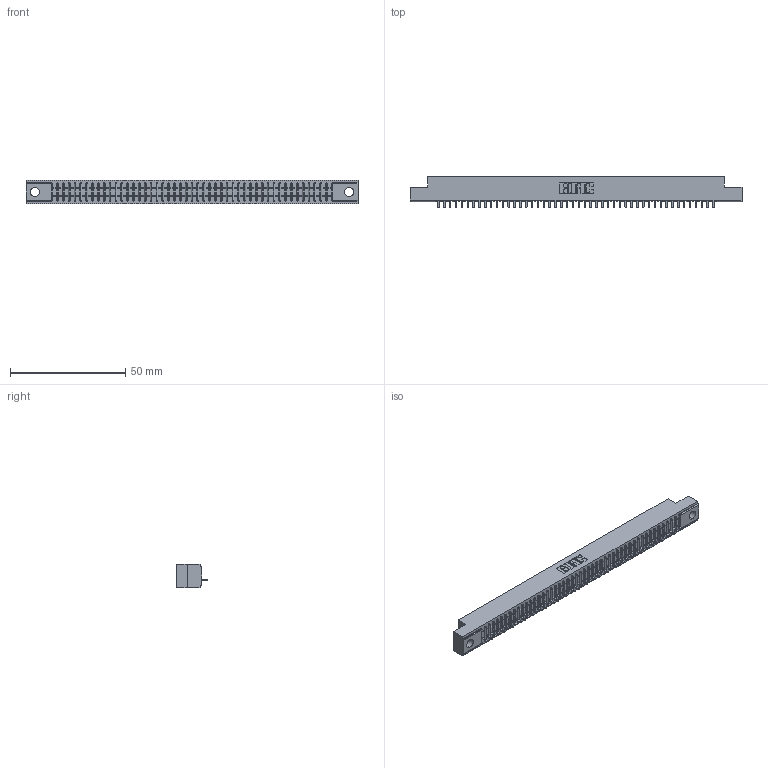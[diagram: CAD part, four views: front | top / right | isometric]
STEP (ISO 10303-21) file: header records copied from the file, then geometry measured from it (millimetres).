
FILE_DESCRIPTION (( 'STEP AP203' ), '1' );
FILE_NAME ('391-048-524-104.STEP', '2018-08-09T04:19:12', ( '' ), ( '' ), 'SwSTEP 2.0', 'SolidWorks 2016', '' );
FILE_SCHEMA (( 'CONFIG_CONTROL_DESIGN' ));
Length unit declared in the file: inch
Products named in the file (3): 391-048-524-104; 341 Part_.156 (3.96) Dia Mounting Holes; 341-292-001_341-292-124
Assembly tree (49 placements, depth 2):
  391-048-524-104
    341 Part_.156 (3.96) Dia Mounting Holes
    341-292-001_341-292-124  x48
Bounding box: 144.15 x 13.64 x 10.16 mm (x, y, z)
Volume: 10195.7 mm3; surface area: 15691.8 mm2
Topology: 49 solids, 49 shells, 4066 faces, 11728 edges, 7526 vertices
Faces by surface type: plane 2530, cylinder 1344, sphere 98, torus 94
Entity records: 56173 total; most frequent: CARTESIAN_POINT 9550, ORIENTED_EDGE 9536, DIRECTION 9206, EDGE_CURVE 4768, LINE 3866, VECTOR 3866, VERTEX_POINT 3014, AXIS2_PLACEMENT_3D 2670
